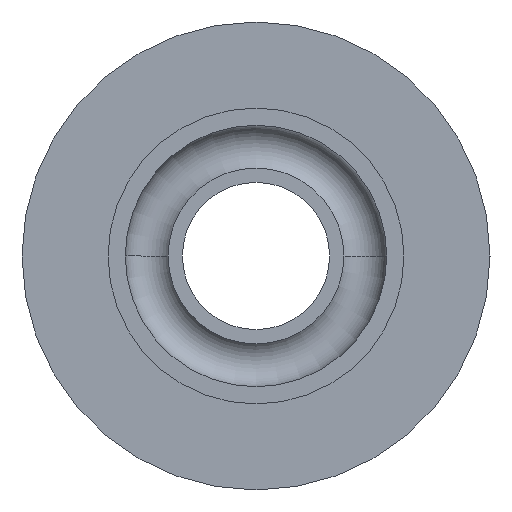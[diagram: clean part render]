
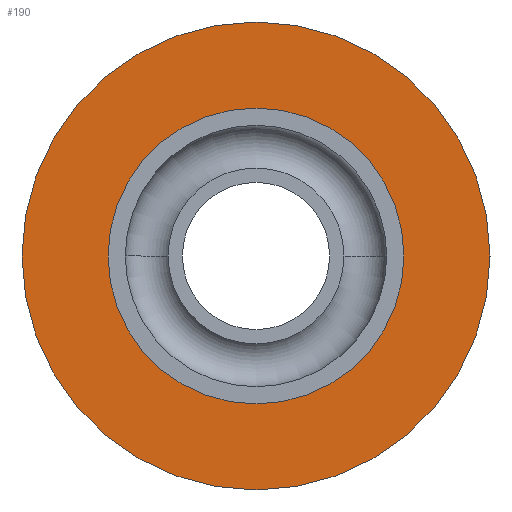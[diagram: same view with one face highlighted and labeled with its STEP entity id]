
A CAD part, left-side view. The second image highlights one B-rep face of the part: STEP entity #190.
In plain terms, the highlighted planar face has unit normal (-1, 0, 0).
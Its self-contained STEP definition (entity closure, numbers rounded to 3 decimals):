
#65 = AXIS2_PLACEMENT_3D ( 'NONE', #729, #595, #599 ) ;
#71 = DIRECTION ( 'NONE',  ( 0., -1., 0. ) ) ;
#74 = VERTEX_POINT ( 'NONE', #150 ) ;
#90 = AXIS2_PLACEMENT_3D ( 'NONE', #723, #406, #71 ) ;
#111 = ORIENTED_EDGE ( 'NONE', *, *, #513, .F. ) ;
#122 = DIRECTION ( 'NONE',  ( -1., 0., 0. ) ) ;
#143 = DIRECTION ( 'NONE',  ( -1., 0., 0. ) ) ;
#150 = CARTESIAN_POINT ( 'NONE',  ( -10.38, 31.115, 0. ) ) ;
#190 = ADVANCED_FACE ( 'NONE', ( #201, #598 ), #647, .F. ) ;
#199 = CIRCLE ( 'NONE', #65, 10.75 ) ;
#201 = FACE_BOUND ( 'NONE', #302, .T. ) ;
#222 = EDGE_CURVE ( 'NONE', #762, #524, #770, .T. ) ;
#251 = ORIENTED_EDGE ( 'NONE', *, *, #476, .T. ) ;
#256 = AXIS2_PLACEMENT_3D ( 'NONE', #722, #143, #478 ) ;
#302 = EDGE_LOOP ( 'NONE', ( #808, #111 ) ) ;
#362 = AXIS2_PLACEMENT_3D ( 'NONE', #511, #122, #391 ) ;
#391 = DIRECTION ( 'NONE',  ( 0., -1., 0. ) ) ;
#397 = CIRCLE ( 'NONE', #90, 17. ) ;
#404 = CIRCLE ( 'NONE', #362, 10.75 ) ;
#406 = DIRECTION ( 'NONE',  ( -1., 0., 0. ) ) ;
#411 = CARTESIAN_POINT ( 'NONE',  ( -10.38, 37.365, 0. ) ) ;
#413 = DIRECTION ( 'NONE',  ( 1., 0., 0. ) ) ;
#471 = DIRECTION ( 'NONE',  ( 0., 1., 0. ) ) ;
#476 = EDGE_CURVE ( 'NONE', #524, #762, #397, .T. ) ;
#478 = DIRECTION ( 'NONE',  ( 0., -1., 0. ) ) ;
#511 = CARTESIAN_POINT ( 'NONE',  ( -10.38, 20.365, 0. ) ) ;
#513 = EDGE_CURVE ( 'NONE', #74, #759, #199, .T. ) ;
#524 = VERTEX_POINT ( 'NONE', #411 ) ;
#548 = CARTESIAN_POINT ( 'NONE',  ( -10.38, 3.365, 0. ) ) ;
#595 = DIRECTION ( 'NONE',  ( -1., 0., 0. ) ) ;
#598 = FACE_OUTER_BOUND ( 'NONE', #755, .T. ) ;
#599 = DIRECTION ( 'NONE',  ( 0., -1., 0. ) ) ;
#647 = PLANE ( 'NONE',  #833 ) ;
#650 = ORIENTED_EDGE ( 'NONE', *, *, #222, .T. ) ;
#704 = EDGE_CURVE ( 'NONE', #759, #74, #404, .T. ) ;
#722 = CARTESIAN_POINT ( 'NONE',  ( -10.38, 20.365, 0. ) ) ;
#723 = CARTESIAN_POINT ( 'NONE',  ( -10.38, 20.365, 0. ) ) ;
#729 = CARTESIAN_POINT ( 'NONE',  ( -10.38, 20.365, 0. ) ) ;
#742 = CARTESIAN_POINT ( 'NONE',  ( -10.38, 9.615, 0. ) ) ;
#755 = EDGE_LOOP ( 'NONE', ( #650, #251 ) ) ;
#759 = VERTEX_POINT ( 'NONE', #742 ) ;
#762 = VERTEX_POINT ( 'NONE', #548 ) ;
#770 = CIRCLE ( 'NONE', #256, 17. ) ;
#786 = CARTESIAN_POINT ( 'NONE',  ( -10.38, 37.365, 0. ) ) ;
#808 = ORIENTED_EDGE ( 'NONE', *, *, #704, .F. ) ;
#833 = AXIS2_PLACEMENT_3D ( 'NONE', #786, #413, #471 ) ;
